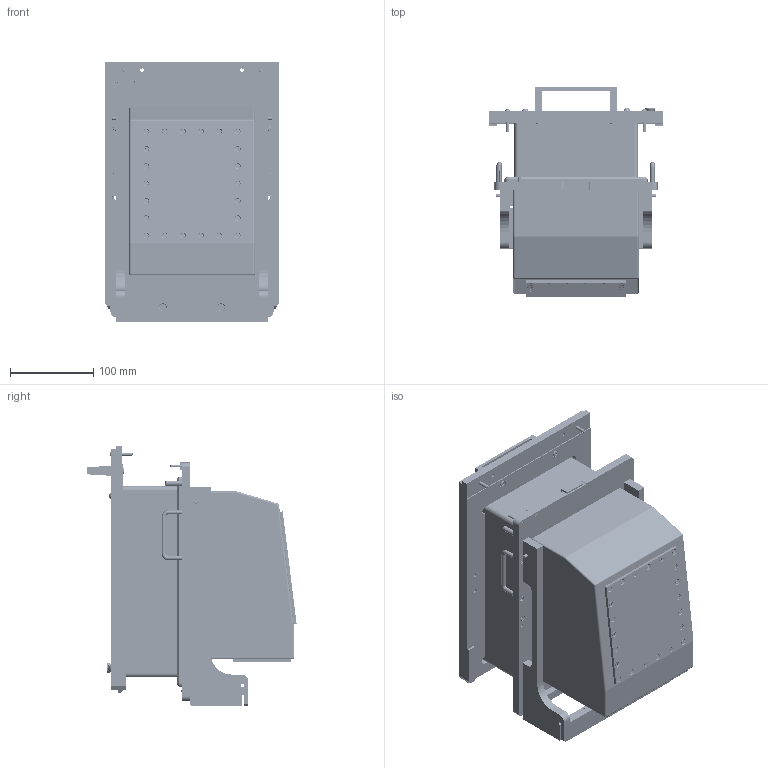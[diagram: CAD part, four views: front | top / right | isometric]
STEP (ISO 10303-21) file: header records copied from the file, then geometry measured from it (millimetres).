
FILE_DESCRIPTION (( 'STEP AP214' ), '1' );
FILE_NAME ('INGUN_154111.STEP', '2024-04-25T14:41:56', ( '' ), ( '' ), 'SwSTEP 2.0', 'SolidWorks 2021', '' );
FILE_SCHEMA (( 'AUTOMOTIVE_DESIGN' ));
Length unit declared in the file: millimetre
Products named in the file (69): 115171~0_S; DIN912~n_M04,0x016; 44406~3_S; 5015~0; DIN7991~n_M03,0x006; 112376~0_<S> 112376_792; 112376~0_<S> 112376_746; 112528~1_S; 44408~3_S; ISO7380~n_M03,0x008; 50091_9ml~0_S; ISO7380~n_M04,0x006; 112498~5; 53731~0; DIN6325~n_04,0m6x012; DIN6325~n_03,0m6x016; 32879~0_S; DIN6325~n_03,0m6x024; 32880~0_S; ISO7380~n_M04,0x016; DIN7991~n_M04,0x016; 115042~0_S; GKS-114-0015__ADA~gks_Hub = 08,0 <S>; 112023~0_S; 41899~3_flexiebel <S>; 112572~0_S; DIN7991~n_M03,0x008 VA; DIN6325~n_04,0m6x016; ISO7380~n_M04,0x008; 112199~1; 32883~2_S; DIN912~n_M04,0x012; Gewindebuchse~n_M05-03,9 offen; 35419~0; 41369~1_S; 112527~1_S; 43627~0_Hub 16mm<Standard>; 32293~0_S; DIN7979~n_04,0m6x020M3; 112573~0_S ...
Assembly tree (157 placements, depth 5):
  INGUN_154111
    112199~1
      112204~6_S
      112498~5
      41369~1_S  x4
      112170~2_S
      1607~1
      48213~0_S
      5015~0
      ISO7380~n_M03,0x008  x2
      DIN7979~n_04,0m6x020M3  x2
      DIN912~n_M04,0x016  x2
      ISO7380~n_M04,0x006  x3
      110222~0_S
      ISO7380~n_M04,0x010  x4
      ISO7380~n_M04,0x016  x4
      ISO7380~n_M04,0x008
      ISO7380~n_M03,0x005
      115171~0_S
        114982~0_S
        115042~0_S
          107905~0_S
      115170~0_S
        114982~0_S
        115042~0_S
          107905~0_S
    112200~0
      112201~4
      112528~1_S
        112528~1
        Gewindebuchse~n_M05-03,9 offen  x2
      112202~0_S
        112203~1
        32879~0_S
        32880~0_S
        112572~0_S
        112573~0_S
        32883~2_S  x2
        32884~1_S  x2
        DIN7991~n_M03,0x008 VA  x40
        DIN7991~n_M03,0x006  x4
      50091_9ml~0_S
      112023~0_S  x2
      112527~1_S
      35419~0  x4
      2196~6  x2
      2229~6  x2
      43627~0_Hub 16mm<Standard>  x4
      32293~0_S
      112376~0_<S> 112376_792
      112376~0_<S> 112376_746
      1598~0  x2
      41899~3_flexiebel <S>
        KS-113-Master__ADA~ks_KS-113 23
        GKS-114-0015__ADA~gks_Hub = 08,0 <S>
        53731~0
        3917~3_M 3 A
      2528~0  x4
      DIN912~n_M04,0x012  x4
      ISO7380~n_M04,0x010  x2
Bounding box: 210 x 251.31 x 313 mm (x, y, z)
Volume: 2374000.8 mm3; surface area: 1141844.3 mm2
Topology: 160 solids, 160 shells, 6070 faces, 14758 edges, 9438 vertices
Faces by surface type: cylinder 2920, plane 2262, cone 638, torus 140, bspline 62, sphere 48
Entity records: 123117 total; most frequent: CARTESIAN_POINT 24355, DIRECTION 20256, ORIENTED_EDGE 17824, EDGE_CURVE 8912, AXIS2_PLACEMENT_3D 7632, VERTEX_POINT 5785, LINE 4992, VECTOR 4992
